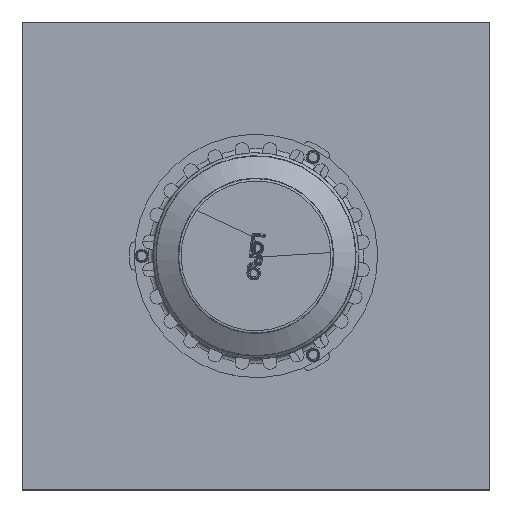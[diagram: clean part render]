
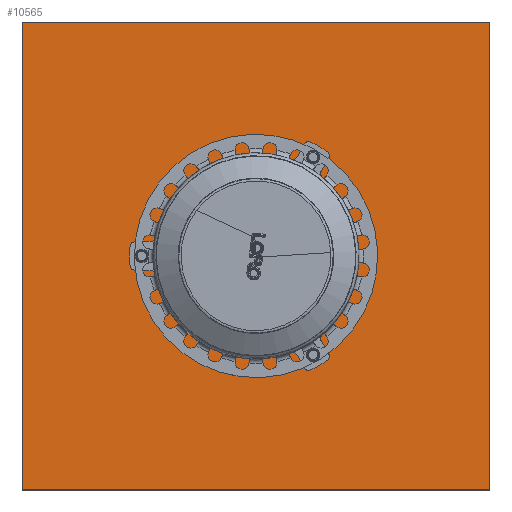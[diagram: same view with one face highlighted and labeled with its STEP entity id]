
A CAD part, top view. The second image highlights one B-rep face of the part: STEP entity #10565.
In plain terms, the highlighted planar face has unit normal (0, 0, 1).
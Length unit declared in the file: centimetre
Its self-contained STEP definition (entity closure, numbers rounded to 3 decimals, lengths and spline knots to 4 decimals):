
#458=FACE_BOUND('',#2888,.T.);
#532=PLANE('',#11247);
#901=LINE('',#15922,#1519);
#906=LINE('',#15932,#1524);
#907=LINE('',#15934,#1525);
#908=LINE('',#15935,#1526);
#1519=VECTOR('',#12667,1.);
#1524=VECTOR('',#12676,1.);
#1525=VECTOR('',#12677,1.);
#1526=VECTOR('',#12678,1.);
#2269=FACE_OUTER_BOUND('',#2887,.T.);
#2887=EDGE_LOOP('',(#7144,#7145,#7146,#7147));
#2888=EDGE_LOOP('',(#7148));
#3595=CIRCLE('',#11243,64.3137);
#4276=VERTEX_POINT('',#15912);
#4279=VERTEX_POINT('',#15919);
#4280=VERTEX_POINT('',#15921);
#4283=VERTEX_POINT('',#15931);
#4284=VERTEX_POINT('',#15933);
#5379=EDGE_CURVE('',#4276,#4276,#3595,.T.);
#5383=EDGE_CURVE('',#4280,#4279,#901,.T.);
#5388=EDGE_CURVE('',#4280,#4283,#906,.T.);
#5389=EDGE_CURVE('',#4284,#4279,#907,.T.);
#5390=EDGE_CURVE('',#4283,#4284,#908,.T.);
#7144=ORIENTED_EDGE('',*,*,#5388,.F.);
#7145=ORIENTED_EDGE('',*,*,#5383,.T.);
#7146=ORIENTED_EDGE('',*,*,#5389,.F.);
#7147=ORIENTED_EDGE('',*,*,#5390,.F.);
#7148=ORIENTED_EDGE('',*,*,#5379,.T.);
#10565=ADVANCED_FACE('',(#2269,#458),#532,.F.);
#11243=AXIS2_PLACEMENT_3D('',#15913,#12659,#12660);
#11247=AXIS2_PLACEMENT_3D('',#15930,#12674,#12675);
#12659=DIRECTION('center_axis',(0.,0.,-1.));
#12660=DIRECTION('ref_axis',(1.,0.,0.));
#12667=DIRECTION('',(0.,-1.,0.));
#12674=DIRECTION('center_axis',(0.,0.,-1.));
#12675=DIRECTION('ref_axis',(0.,-1.,0.));
#12676=DIRECTION('',(1.,0.,0.));
#12677=DIRECTION('',(-1.,0.,0.));
#12678=DIRECTION('',(0.,-1.,0.));
#15912=CARTESIAN_POINT('',(0.,-64.3137,253.));
#15913=CARTESIAN_POINT('Origin',(0.,0.,
253.));
#15919=CARTESIAN_POINT('',(-250.,-250.,253.));
#15921=CARTESIAN_POINT('',(-250.,250.,253.));
#15922=CARTESIAN_POINT('',(-250.,0.,253.));
#15930=CARTESIAN_POINT('Origin',(0.,0.,
253.));
#15931=CARTESIAN_POINT('',(250.,250.,253.));
#15932=CARTESIAN_POINT('',(0.,250.,253.));
#15933=CARTESIAN_POINT('',(250.,-250.,253.));
#15934=CARTESIAN_POINT('',(0.,-250.,253.));
#15935=CARTESIAN_POINT('',(250.,0.,253.));
